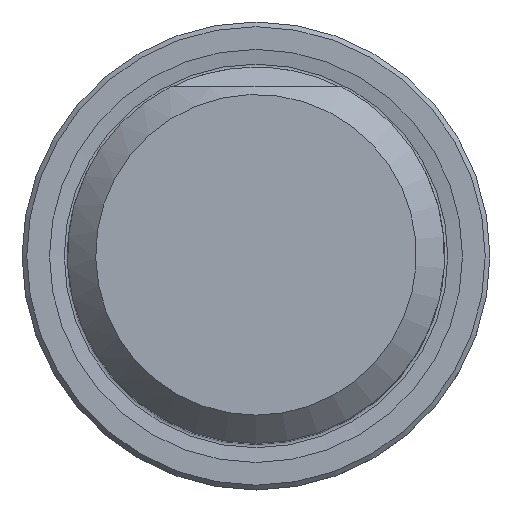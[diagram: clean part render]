
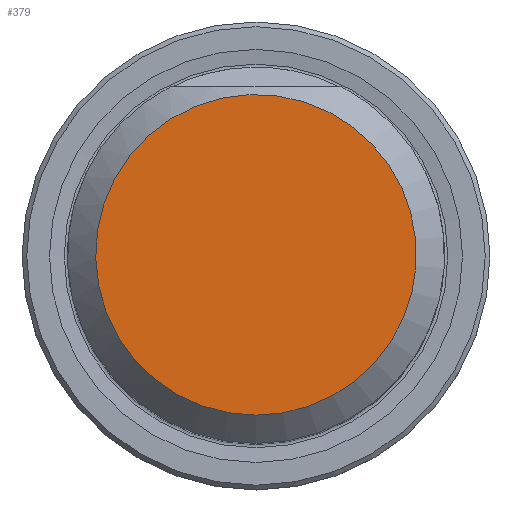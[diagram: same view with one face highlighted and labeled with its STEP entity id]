
A CAD part, top view. The second image highlights one B-rep face of the part: STEP entity #379.
In plain terms, the highlighted planar face has unit normal (0, 0, 1).
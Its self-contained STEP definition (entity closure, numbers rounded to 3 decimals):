
#251=PLANE('',#5608);
#379=ADVANCED_FACE('',(#802),#251,.T.);
#802=FACE_OUTER_BOUND('',#1086,.T.);
#1086=EDGE_LOOP('',(#2519));
#2210=CIRCLE('',#5607,16.996);
#2519=ORIENTED_EDGE('',*,*,#4666,.T.);
#4095=VERTEX_POINT('',#8392);
#4666=EDGE_CURVE('',#4095,#4095,#2210,.T.);
#5607=AXIS2_PLACEMENT_3D('',#8391,#6364,#6365);
#5608=AXIS2_PLACEMENT_3D('',#8393,#6366,#6367);
#6364=DIRECTION('',(0.,0.,1.));
#6365=DIRECTION('',(0.,-1.,0.));
#6366=DIRECTION('',(0.,0.,1.));
#6367=DIRECTION('',(0.,-1.,0.));
#8391=CARTESIAN_POINT('',(0.,0.,70.));
#8392=CARTESIAN_POINT('',(0.,-16.996,70.));
#8393=CARTESIAN_POINT('',(0.,0.,70.));
